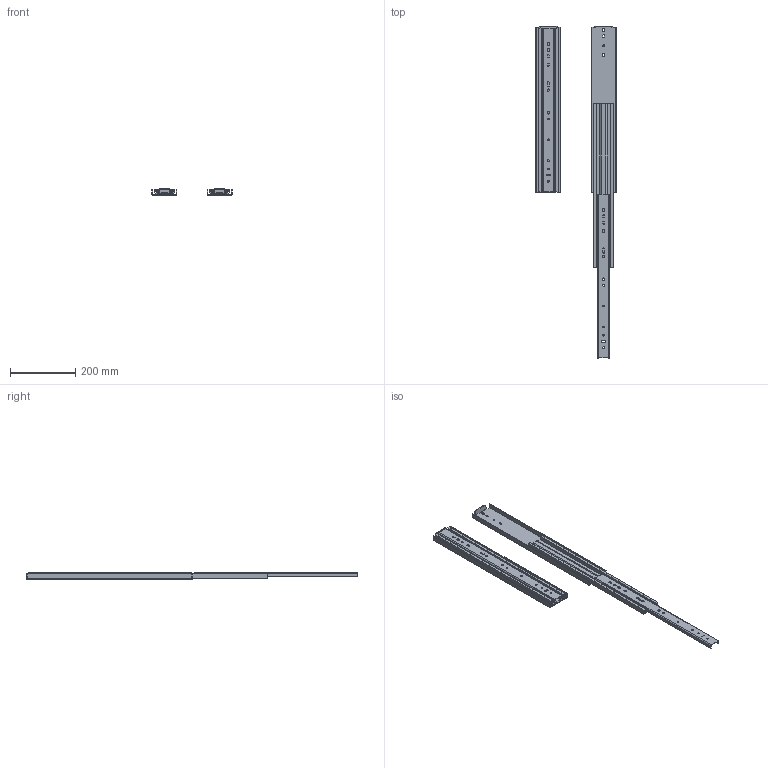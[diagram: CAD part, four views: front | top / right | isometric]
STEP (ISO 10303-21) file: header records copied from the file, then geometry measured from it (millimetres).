
FILE_DESCRIPTION( ( 'Unknown' ), '1' );
FILE_NAME( '76J01-20吋(step).stp', 'Unknown', ( 'Unknown' ), ( 'Unknown' ), 'PSStep 14.0', 'Unknown', ' ' );
FILE_SCHEMA( ( 'AUTOMOTIVE_DESIGN { 1 0 10303 214 1 1 1 1 }' ) );
Length unit declared in the file: millimetre
Products named in the file (6): ; 76J01-20吋-O; 76J01-20吋-M; 76J01-20吋-I; ; Assem1
Assembly tree (8 placements, depth 3):
  Assem1
  
      76J01-20吋-O
      76J01-20吋-M
      76J01-20吋-I
  
      76J01-20吋-O
      76J01-20吋-M
      76J01-20吋-I
Bounding box: 245.34 x 1016 x 19.42 mm (x, y, z)
Volume: 625721.4 mm3; surface area: 560853.9 mm2
Topology: 6 solids, 6 shells, 242 faces, 698 edges, 468 vertices
Faces by surface type: plane 140, cylinder 102
Full cylindrical faces by diameter (mm): 5.2 x18, 7.1 x4
Entity records: 5108 total; most frequent: CARTESIAN_POINT 714, DIRECTION 696, ORIENTED_EDGE 668, EDGE_CURVE 334, AXIS2_PLACEMENT_3D 232, LINE 232, VECTOR 232, VERTEX_POINT 230
